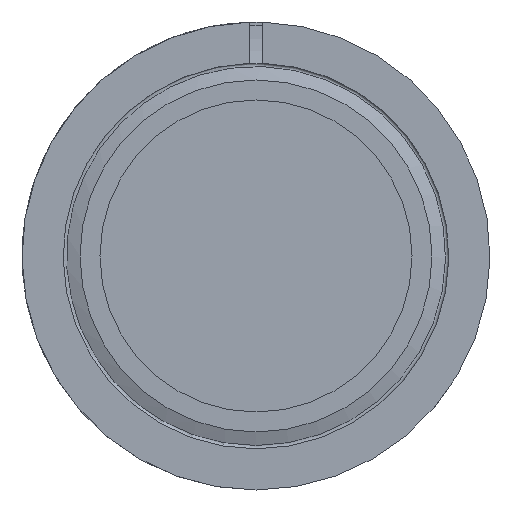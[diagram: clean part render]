
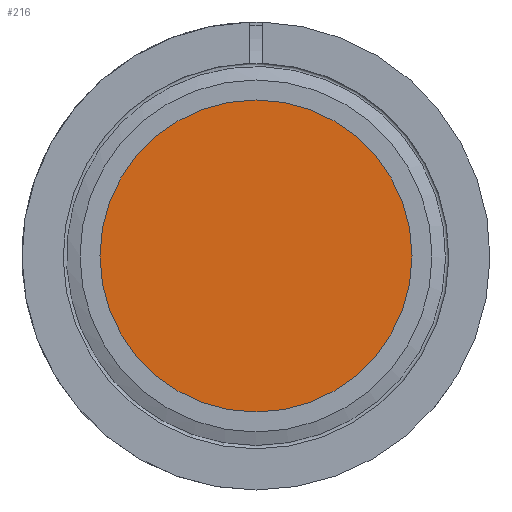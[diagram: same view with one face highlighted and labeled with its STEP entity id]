
A CAD part, left-side view. The second image highlights one B-rep face of the part: STEP entity #216.
In plain terms, the highlighted planar face has unit normal (-1, 0, 0).
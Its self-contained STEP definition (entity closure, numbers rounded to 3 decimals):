
#41=CIRCLE('',#254,25.);
#71=ORIENTED_EDGE('',*,*,#113,.T.);
#113=EDGE_CURVE('',#135,#135,#41,.T.);
#135=VERTEX_POINT('',#385);
#171=EDGE_LOOP('',(#71));
#193=FACE_BOUND('',#171,.T.);
#203=PLANE('',#255);
#216=ADVANCED_FACE('',(#193),#203,.F.);
#254=AXIS2_PLACEMENT_3D('',#384,#309,#310);
#255=AXIS2_PLACEMENT_3D('',#386,#311,#312);
#309=DIRECTION('',(-1.,0.,0.));
#310=DIRECTION('',(0.,0.,1.));
#311=DIRECTION('',(1.,0.,0.));
#312=DIRECTION('',(0.,0.,-1.));
#384=CARTESIAN_POINT('',(0.8,0.,0.));
#385=CARTESIAN_POINT('',(0.8,0.,25.));
#386=CARTESIAN_POINT('',(0.8,0.,25.));
